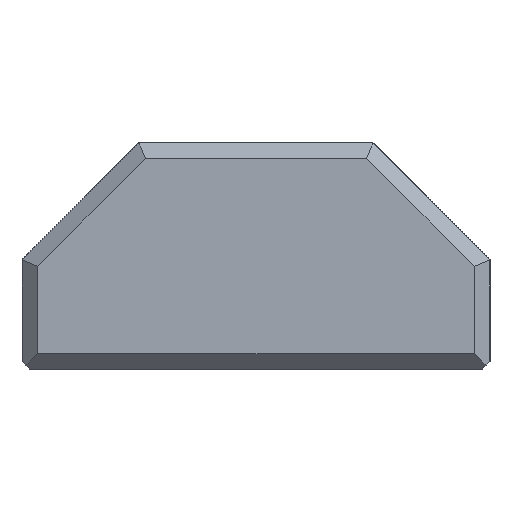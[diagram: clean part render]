
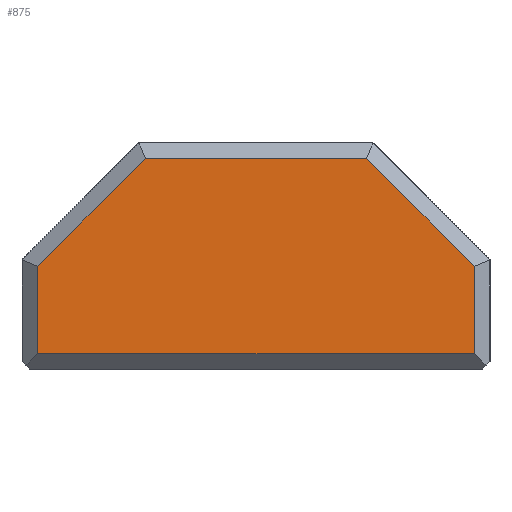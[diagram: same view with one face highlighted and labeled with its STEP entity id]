
A CAD part, left-side view. The second image highlights one B-rep face of the part: STEP entity #875.
In plain terms, the highlighted planar face has unit normal (-1, 0, 0).
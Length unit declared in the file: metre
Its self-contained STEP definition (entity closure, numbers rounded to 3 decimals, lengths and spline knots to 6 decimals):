
#78=LINE('',#1273,#148);
#79=LINE('',#1276,#149);
#80=LINE('',#1278,#150);
#81=LINE('',#1280,#151);
#82=LINE('',#1282,#152);
#83=LINE('',#1284,#153);
#148=VECTOR('',#1052,1.);
#149=VECTOR('',#1053,1.);
#150=VECTOR('',#1054,1.);
#151=VECTOR('',#1055,1.);
#152=VECTOR('',#1056,1.);
#153=VECTOR('',#1057,1.);
#229=ORIENTED_EDGE('',*,*,#476,.F.);
#230=ORIENTED_EDGE('',*,*,#477,.F.);
#231=ORIENTED_EDGE('',*,*,#478,.F.);
#232=ORIENTED_EDGE('',*,*,#479,.F.);
#233=ORIENTED_EDGE('',*,*,#480,.F.);
#234=ORIENTED_EDGE('',*,*,#481,.F.);
#476=EDGE_CURVE('',#599,#600,#78,.T.);
#477=EDGE_CURVE('',#601,#599,#79,.T.);
#478=EDGE_CURVE('',#602,#601,#80,.T.);
#479=EDGE_CURVE('',#603,#602,#81,.T.);
#480=EDGE_CURVE('',#604,#603,#82,.T.);
#481=EDGE_CURVE('',#600,#604,#83,.T.);
#599=VERTEX_POINT('',#1274);
#600=VERTEX_POINT('',#1275);
#601=VERTEX_POINT('',#1277);
#602=VERTEX_POINT('',#1279);
#603=VERTEX_POINT('',#1281);
#604=VERTEX_POINT('',#1283);
#700=EDGE_LOOP('',(#229,#230,#231,#232,#233,#234));
#772=FACE_BOUND('',#700,.T.);
#842=PLANE('',#949);
#875=ADVANCED_FACE('',(#772),#842,.T.);
#949=AXIS2_PLACEMENT_3D('',#1272,#1050,#1051);
#1050=DIRECTION('',(-1.,0.,0.));
#1051=DIRECTION('',(0.,0.,1.));
#1052=DIRECTION('',(0.,-1.,0.));
#1053=DIRECTION('',(0.,-0.707,0.707));
#1054=DIRECTION('',(0.,0.,1.));
#1055=DIRECTION('',(0.,1.,0.));
#1056=DIRECTION('',(0.,0.,-1.));
#1057=DIRECTION('',(0.,-0.707,-0.707));
#1272=CARTESIAN_POINT('',(-0.045,0.,0.02225));
#1273=CARTESIAN_POINT('',(-0.045,0.0075,0.0285));
#1274=CARTESIAN_POINT('',(-0.045,0.007086,0.0285));
#1275=CARTESIAN_POINT('',(-0.045,-0.007086,0.0285));
#1276=CARTESIAN_POINT('',(-0.045,0.008605,0.02698));
#1277=CARTESIAN_POINT('',(-0.045,0.014,0.021586));
#1278=CARTESIAN_POINT('',(-0.045,0.014,0.018625));
#1279=CARTESIAN_POINT('',(-0.045,0.014,0.016));
#1280=CARTESIAN_POINT('',(-0.045,-0.0075,0.016));
#1281=CARTESIAN_POINT('',(-0.045,-0.014,0.016));
#1282=CARTESIAN_POINT('',(-0.045,-0.014,0.025875));
#1283=CARTESIAN_POINT('',(-0.045,-0.014,0.021586));
#1284=CARTESIAN_POINT('',(-0.045,-0.008605,0.02698));
